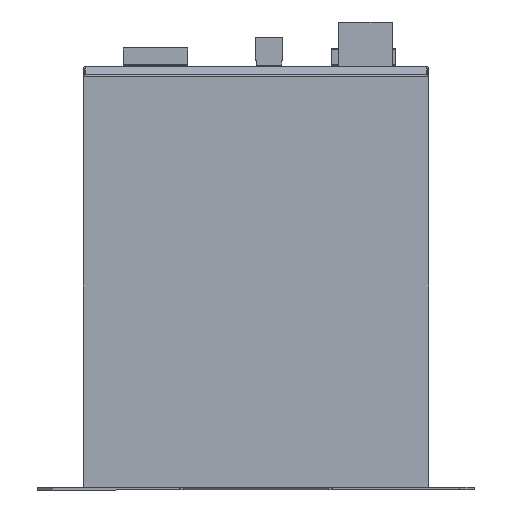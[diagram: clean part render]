
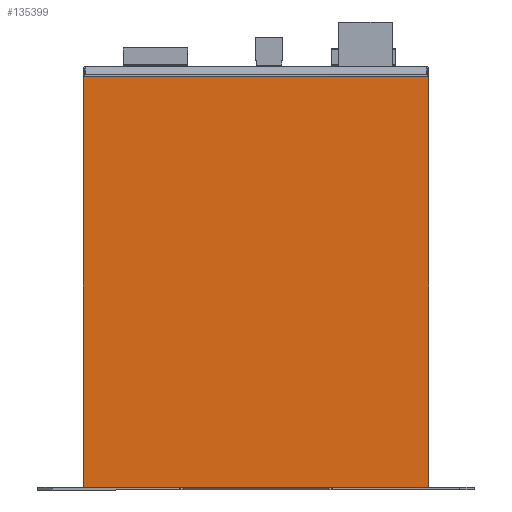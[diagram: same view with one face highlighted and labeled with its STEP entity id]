
A CAD part, left-side view. The second image highlights one B-rep face of the part: STEP entity #135399.
In plain terms, the highlighted face is planar.
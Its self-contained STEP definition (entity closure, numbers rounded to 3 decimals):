
#9831=PLANE('',#143943);
#15454=FACE_OUTER_BOUND('',#23237,.T.);
#23237=EDGE_LOOP('',(#98902,#98903,#98904,#98905,#98906,#98907));
#33050=LINE('',#191719,#47804);
#33053=LINE('',#191726,#47807);
#33054=LINE('',#191728,#47808);
#33055=LINE('',#191730,#47809);
#33056=LINE('',#191731,#47810);
#33057=LINE('',#191732,#47811);
#47804=VECTOR('',#156823,1.1);
#47807=VECTOR('',#156828,190.5);
#47808=VECTOR('',#156829,226.157);
#47809=VECTOR('',#156830,1.1);
#47810=VECTOR('',#156831,188.3);
#47811=VECTOR('',#156832,226.157);
#64466=VERTEX_POINT('',#191716);
#64467=VERTEX_POINT('',#191718);
#64469=VERTEX_POINT('',#191724);
#64470=VERTEX_POINT('',#191725);
#64471=VERTEX_POINT('',#191727);
#64472=VERTEX_POINT('',#191729);
#77859=EDGE_CURVE('',#64467,#64466,#33050,.T.);
#77862=EDGE_CURVE('',#64469,#64470,#33053,.T.);
#77863=EDGE_CURVE('',#64471,#64469,#33054,.T.);
#77864=EDGE_CURVE('',#64471,#64472,#33055,.T.);
#77865=EDGE_CURVE('',#64472,#64467,#33056,.T.);
#77866=EDGE_CURVE('',#64470,#64466,#33057,.T.);
#98902=ORIENTED_EDGE('',*,*,#77862,.F.);
#98903=ORIENTED_EDGE('',*,*,#77863,.F.);
#98904=ORIENTED_EDGE('',*,*,#77864,.T.);
#98905=ORIENTED_EDGE('',*,*,#77865,.T.);
#98906=ORIENTED_EDGE('',*,*,#77859,.T.);
#98907=ORIENTED_EDGE('',*,*,#77866,.F.);
#135399=ADVANCED_FACE('',(#15454),#9831,.T.);
#143943=AXIS2_PLACEMENT_3D('',#191723,#156826,#156827);
#156823=DIRECTION('',(1.,0.,0.));
#156826=DIRECTION('center_axis',(0.,0.,
-1.));
#156827=DIRECTION('ref_axis',(-1.,0.,0.));
#156828=DIRECTION('',(1.,0.,0.));
#156829=DIRECTION('',(0.,-1.,0.));
#156830=DIRECTION('',(1.,0.,0.));
#156831=DIRECTION('',(1.,0.,0.));
#156832=DIRECTION('',(0.,1.,0.));
#191716=CARTESIAN_POINT('',(-298.252,-4.842,-51.491));
#191718=CARTESIAN_POINT('',(-299.352,-4.842,-51.491));
#191719=CARTESIAN_POINT('',(-393.502,-4.842,-51.491));
#191723=CARTESIAN_POINT('Origin',(-393.502,-117.378,-51.491));
#191724=CARTESIAN_POINT('',(-488.752,-230.999,-51.491));
#191725=CARTESIAN_POINT('',(-298.252,-230.999,-51.491));
#191726=CARTESIAN_POINT('',(-488.752,-230.999,-51.491));
#191727=CARTESIAN_POINT('',(-488.752,-4.842,-51.491));
#191728=CARTESIAN_POINT('',(-488.752,-4.842,-51.491));
#191729=CARTESIAN_POINT('',(-487.652,-4.842,-51.491));
#191730=CARTESIAN_POINT('',(-393.502,-4.842,-51.491));
#191731=CARTESIAN_POINT('',(-393.502,-4.842,-51.491));
#191732=CARTESIAN_POINT('',(-298.252,-0.947,-51.491));
